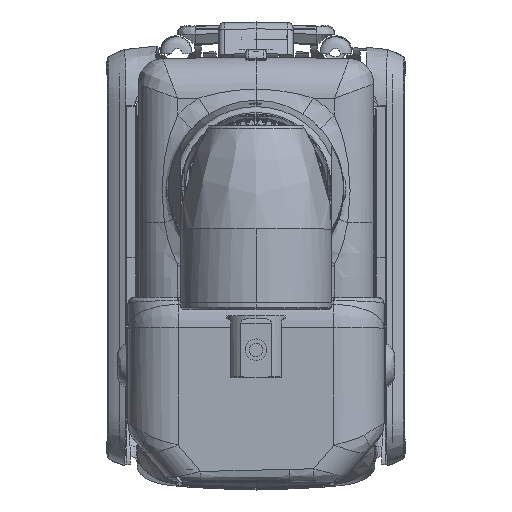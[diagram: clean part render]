
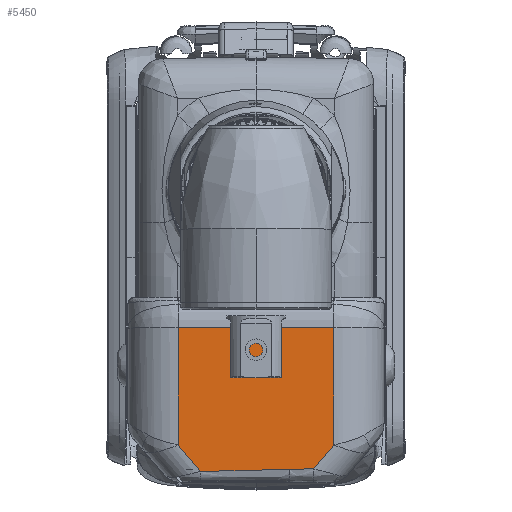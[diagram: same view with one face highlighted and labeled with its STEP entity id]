
A CAD part, top view. The second image highlights one B-rep face of the part: STEP entity #5450.
In plain terms, the highlighted planar face has unit normal (0, 0, 1).
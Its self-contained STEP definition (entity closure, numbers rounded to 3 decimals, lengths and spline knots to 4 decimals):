
#4152=CARTESIAN_POINT('',(0.574,-2.7653,-7.5848));
#4153=CARTESIAN_POINT('',(0.537,-2.7664,
-7.5848));
#4154=CARTESIAN_POINT('',(0.4601,-2.7684,
-7.5848));
#4155=CARTESIAN_POINT('',(0.3774,-2.7701,
-7.5848));
#4156=CARTESIAN_POINT('',(0.3347,-2.7709,
-7.5848));
#4158=CARTESIAN_POINT('',(0.3347,-2.7709,
-7.5848));
#4159=CARTESIAN_POINT('',(0.2231,-2.773,
-7.5848));
#4160=CARTESIAN_POINT('',(0.0088,-2.7773,
-7.5848));
#4161=CARTESIAN_POINT('',(-0.2831,-2.7843,
-7.5848));
#4162=CARTESIAN_POINT('',(-0.4645,-2.7893,
-7.5848));
#4163=CARTESIAN_POINT('',(-0.5514,-2.7918,-7.5848));
#4165=DIRECTION('',(0.648,-0.762,0.));
#4166=VECTOR('',#4165,0.3452);
#4167=CARTESIAN_POINT('',(-0.775,-2.5288,-7.5848));
#4168=LINE('',#4167,#4166);
#4169=DIRECTION('',(0.,1.,0.));
#4170=VECTOR('',#4169,1.1662);
#4171=CARTESIAN_POINT('',(-0.775,-2.5288,-7.5848));
#4172=LINE('',#4171,#4170);
#4173=DIRECTION('',(-1.,0.,0.));
#4174=VECTOR('',#4173,1.55);
#4175=CARTESIAN_POINT('',(0.775,-1.3626,-7.5848));
#4176=LINE('',#4175,#4174);
#4177=DIRECTION('',(0.,-1.,0.));
#4178=VECTOR('',#4177,1.1662);
#4179=CARTESIAN_POINT('',(0.775,-1.3626,-7.5848));
#4180=LINE('',#4179,#4178);
#4181=DIRECTION('',(0.648,0.762,0.));
#4182=VECTOR('',#4181,0.3103);
#4183=CARTESIAN_POINT('',(0.574,-2.7653,-7.5848));
#4184=LINE('',#4183,#4182);
#4570=CARTESIAN_POINT('',(0.574,-2.7653,-7.5848));
#4582=CARTESIAN_POINT('',(-0.5514,-2.7918,-7.5848));
#4652=CARTESIAN_POINT('',(-0.775,-2.5288,-7.5848));
#4676=CARTESIAN_POINT('',(0.775,-2.5288,-7.5848));
#5197=VERTEX_POINT('',#4652);
#5198=VERTEX_POINT('',#4676);
#5307=CARTESIAN_POINT('',(-0.775,-1.3626,-7.5848));
#5308=VERTEX_POINT('',#5307);
#5309=CARTESIAN_POINT('',(0.775,-1.3626,-7.5848));
#5310=VERTEX_POINT('',#5309);
#5318=VERTEX_POINT('',#4582);
#5324=VERTEX_POINT('',#4570);
#5326=VERTEX_POINT('',#4156);
#5429=CARTESIAN_POINT('',(-1.275,-1.0588,-7.5848));
#5430=DIRECTION('',(0.,0.,1.));
#5431=DIRECTION('',(0.,-1.,0.));
#5432=AXIS2_PLACEMENT_3D('',#5429,#5430,#5431);
#5433=PLANE('',#5432);
#5435=ORIENTED_EDGE('',*,*,#5434,.T.);
#5437=ORIENTED_EDGE('',*,*,#5436,.T.);
#5439=ORIENTED_EDGE('',*,*,#5438,.F.);
#5441=ORIENTED_EDGE('',*,*,#5440,.T.);
#5443=ORIENTED_EDGE('',*,*,#5442,.F.);
#5445=ORIENTED_EDGE('',*,*,#5444,.T.);
#5447=ORIENTED_EDGE('',*,*,#5446,.F.);
#5448=EDGE_LOOP('',(#5435,#5437,#5439,#5441,#5443,#5445,#5447));
#5449=FACE_OUTER_BOUND('',#5448,.F.);
#5450=ADVANCED_FACE('',(#5449),#5433,.T.);
#4157=B_SPLINE_CURVE_WITH_KNOTS('',3,(#4152,#4153,#4154,#4155,#4156),
.UNSPECIFIED.,.F.,.F.,(4,1,4),(0.,0.5,1.),.UNSPECIFIED.);
#4164=B_SPLINE_CURVE_WITH_KNOTS('',3,(#4158,#4159,#4160,#4161,#4162,#4163),
.UNSPECIFIED.,.F.,.F.,(4,1,1,4),(0.,0.3333,0.6667,1.),
.UNSPECIFIED.);
#5434=EDGE_CURVE('',#5324,#5326,#4157,.T.);
#5436=EDGE_CURVE('',#5326,#5318,#4164,.T.);
#5438=EDGE_CURVE('',#5197,#5318,#4168,.T.);
#5440=EDGE_CURVE('',#5197,#5308,#4172,.T.);
#5442=EDGE_CURVE('',#5310,#5308,#4176,.T.);
#5444=EDGE_CURVE('',#5310,#5198,#4180,.T.);
#5446=EDGE_CURVE('',#5324,#5198,#4184,.T.);
